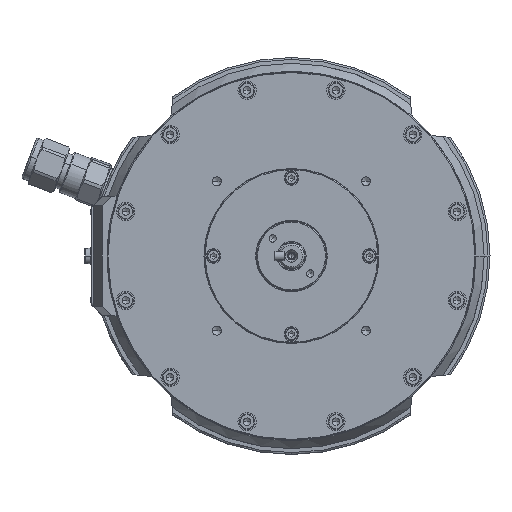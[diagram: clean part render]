
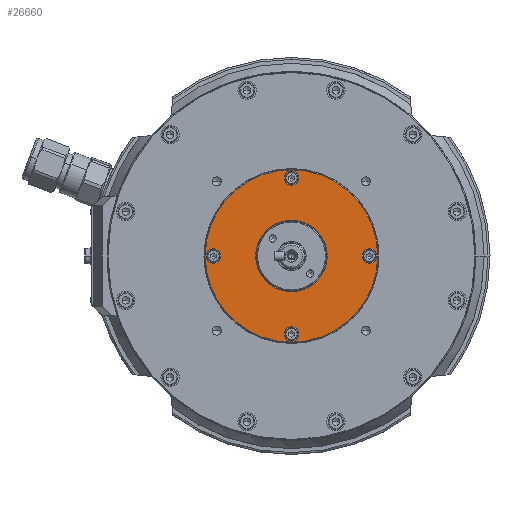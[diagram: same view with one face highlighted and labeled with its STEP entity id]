
A CAD part, left-side view. The second image highlights one B-rep face of the part: STEP entity #26660.
In plain terms, the highlighted planar face has unit normal (-1, 0, 0).
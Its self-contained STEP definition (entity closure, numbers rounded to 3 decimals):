
#14935=CARTESIAN_POINT('',(-14.498,19.5,0.));
#14936=VERTEX_POINT('',#14935);
#14961=CARTESIAN_POINT('',(-14.498,-19.5,0.));
#14962=VERTEX_POINT('',#14961);
#14969=CARTESIAN_POINT('',(-14.498,0.,0.));
#14970=DIRECTION('',(-1.0,0.0,0.0));
#14971=DIRECTION('',(0.0,1.0,0.0));
#14972=AXIS2_PLACEMENT_3D('',#14969,#14970,#14971);
#14973=CIRCLE('',#14972,19.5);
#14974=EDGE_CURVE('',#14962,#14936,#14973,.T.);
#15007=CARTESIAN_POINT('',(-14.498,4.,-42.5));
#15008=VERTEX_POINT('',#15007);
#15024=CARTESIAN_POINT('',(-14.498,-4.,-42.5));
#15025=VERTEX_POINT('',#15024);
#15032=CARTESIAN_POINT('',(-14.498,0.,-42.5));
#15033=DIRECTION('',(1.0,0.0,0.0));
#15034=DIRECTION('',(0.0,1.0,0.0));
#15035=AXIS2_PLACEMENT_3D('',#15032,#15033,#15034);
#15036=CIRCLE('',#15035,4.0);
#15037=EDGE_CURVE('',#15008,#15025,#15036,.T.);
#15049=CARTESIAN_POINT('',(-14.498,4.,42.5));
#15050=VERTEX_POINT('',#15049);
#15066=CARTESIAN_POINT('',(-14.498,-4.,42.5));
#15067=VERTEX_POINT('',#15066);
#15074=CARTESIAN_POINT('',(-14.498,0.,42.5));
#15075=DIRECTION('',(1.0,0.0,0.0));
#15076=DIRECTION('',(0.0,1.0,0.0));
#15077=AXIS2_PLACEMENT_3D('',#15074,#15075,#15076);
#15078=CIRCLE('',#15077,4.0);
#15079=EDGE_CURVE('',#15050,#15067,#15078,.T.);
#15112=CARTESIAN_POINT('',(-14.498,-38.5,0.));
#15113=VERTEX_POINT('',#15112);
#15129=CARTESIAN_POINT('',(-14.498,-46.5,0.));
#15130=VERTEX_POINT('',#15129);
#15137=CARTESIAN_POINT('',(-14.498,-42.5,0.));
#15138=DIRECTION('',(1.0,0.0,0.0));
#15139=DIRECTION('',(0.0,1.0,0.0));
#15140=AXIS2_PLACEMENT_3D('',#15137,#15138,#15139);
#15141=CIRCLE('',#15140,4.0);
#15142=EDGE_CURVE('',#15113,#15130,#15141,.T.);
#15154=CARTESIAN_POINT('',(-14.498,38.5,0.));
#15155=VERTEX_POINT('',#15154);
#15171=CARTESIAN_POINT('',(-14.498,46.5,0.));
#15172=VERTEX_POINT('',#15171);
#15179=CARTESIAN_POINT('',(-14.498,42.5,0.));
#15180=DIRECTION('',(1.0,0.0,0.0));
#15181=DIRECTION('',(0.0,-1.0,0.0));
#15182=AXIS2_PLACEMENT_3D('',#15179,#15180,#15181);
#15183=CIRCLE('',#15182,4.0);
#15184=EDGE_CURVE('',#15155,#15172,#15183,.T.);
#15196=CARTESIAN_POINT('',(-14.498,47.,0.));
#15197=VERTEX_POINT('',#15196);
#15213=CARTESIAN_POINT('',(-14.498,-47.,0.));
#15214=VERTEX_POINT('',#15213);
#15221=CARTESIAN_POINT('',(-14.498,0.,0.));
#15222=DIRECTION('',(1.0,0.0,0.0));
#15223=DIRECTION('',(0.0,1.0,0.0));
#15224=AXIS2_PLACEMENT_3D('',#15221,#15222,#15223);
#15225=CIRCLE('',#15224,47.0);
#15226=EDGE_CURVE('',#15214,#15197,#15225,.T.);
#26589=CARTESIAN_POINT('',(-14.498,0.,0.));
#26590=DIRECTION('',(1.0,0.0,0.0));
#26591=DIRECTION('',(0.0,1.0,0.0));
#26592=AXIS2_PLACEMENT_3D('',#26589,#26590,#26591);
#26593=CIRCLE('',#26592,47.0);
#26594=EDGE_CURVE('',#15197,#15214,#26593,.T.);
#26601=CARTESIAN_POINT('',(-14.498,0.,0.));
#26602=DIRECTION('',(-1.0,0.0,0.0));
#26603=DIRECTION('',(0.0,1.0,0.0));
#26604=AXIS2_PLACEMENT_3D('',#26601,#26602,#26603);
#26605=PLANE('',#26604);
#26606=ORIENTED_EDGE('',*,*,#15226,.F.);
#26607=ORIENTED_EDGE('',*,*,#26594,.F.);
#26608=EDGE_LOOP('',(#26606,#26607));
#26609=FACE_OUTER_BOUND('',#26608,.T.);
#26610=ORIENTED_EDGE('',*,*,#14974,.F.);
#26611=CARTESIAN_POINT('',(-14.498,0.,0.));
#26612=DIRECTION('',(-1.0,0.0,0.0));
#26613=DIRECTION('',(0.0,1.0,0.0));
#26614=AXIS2_PLACEMENT_3D('',#26611,#26612,#26613);
#26615=CIRCLE('',#26614,19.5);
#26616=EDGE_CURVE('',#14936,#14962,#26615,.T.);
#26617=ORIENTED_EDGE('',*,*,#26616,.F.);
#26618=EDGE_LOOP('',(#26610,#26617));
#26619=FACE_BOUND('',#26618,.T.);
#26620=ORIENTED_EDGE('',*,*,#15037,.T.);
#26621=CARTESIAN_POINT('',(-14.498,0.,-42.5));
#26622=DIRECTION('',(1.0,0.0,0.0));
#26623=DIRECTION('',(0.0,1.0,0.0));
#26624=AXIS2_PLACEMENT_3D('',#26621,#26622,#26623);
#26625=CIRCLE('',#26624,4.0);
#26626=EDGE_CURVE('',#15025,#15008,#26625,.T.);
#26627=ORIENTED_EDGE('',*,*,#26626,.T.);
#26628=EDGE_LOOP('',(#26620,#26627));
#26629=FACE_BOUND('',#26628,.T.);
#26630=ORIENTED_EDGE('',*,*,#15079,.T.);
#26631=CARTESIAN_POINT('',(-14.498,0.,42.5));
#26632=DIRECTION('',(1.0,0.0,0.0));
#26633=DIRECTION('',(0.0,1.0,0.0));
#26634=AXIS2_PLACEMENT_3D('',#26631,#26632,#26633);
#26635=CIRCLE('',#26634,4.0);
#26636=EDGE_CURVE('',#15067,#15050,#26635,.T.);
#26637=ORIENTED_EDGE('',*,*,#26636,.T.);
#26638=EDGE_LOOP('',(#26630,#26637));
#26639=FACE_BOUND('',#26638,.T.);
#26640=ORIENTED_EDGE('',*,*,#15142,.T.);
#26641=CARTESIAN_POINT('',(-14.498,-42.5,0.));
#26642=DIRECTION('',(1.0,0.0,0.0));
#26643=DIRECTION('',(0.0,1.0,0.0));
#26644=AXIS2_PLACEMENT_3D('',#26641,#26642,#26643);
#26645=CIRCLE('',#26644,4.0);
#26646=EDGE_CURVE('',#15130,#15113,#26645,.T.);
#26647=ORIENTED_EDGE('',*,*,#26646,.T.);
#26648=EDGE_LOOP('',(#26640,#26647));
#26649=FACE_BOUND('',#26648,.T.);
#26650=ORIENTED_EDGE('',*,*,#15184,.T.);
#26651=CARTESIAN_POINT('',(-14.498,42.5,0.));
#26652=DIRECTION('',(1.0,0.0,0.0));
#26653=DIRECTION('',(0.0,-1.0,0.0));
#26654=AXIS2_PLACEMENT_3D('',#26651,#26652,#26653);
#26655=CIRCLE('',#26654,4.0);
#26656=EDGE_CURVE('',#15172,#15155,#26655,.T.);
#26657=ORIENTED_EDGE('',*,*,#26656,.T.);
#26658=EDGE_LOOP('',(#26650,#26657));
#26659=FACE_BOUND('',#26658,.T.);
#26660=ADVANCED_FACE('',(#26609,#26619,#26629,#26639,#26649,#26659),#26605,.T.);
